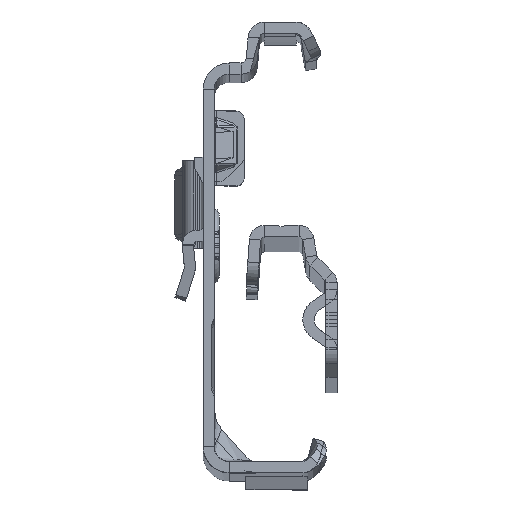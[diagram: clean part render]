
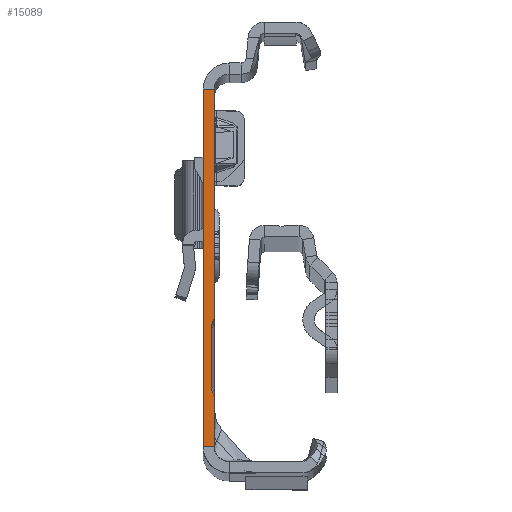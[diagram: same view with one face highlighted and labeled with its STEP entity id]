
A CAD part, top view. The second image highlights one B-rep face of the part: STEP entity #15089.
In plain terms, the highlighted planar face has unit normal (0, 0, 1).
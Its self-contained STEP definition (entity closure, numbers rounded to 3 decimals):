
#417 = CARTESIAN_POINT ( 'NONE',  ( 0., -19.499, 0. ) ) ;
#1064 = DIRECTION ( 'NONE',  ( 0., 0., -1. ) ) ;
#1134 = DIRECTION ( 'NONE',  ( 0.423, -0.906, 0. ) ) ;
#1155 = ORIENTED_EDGE ( 'NONE', *, *, #11449, .F. ) ;
#1159 = ORIENTED_EDGE ( 'NONE', *, *, #11681, .F. ) ;
#1345 = DIRECTION ( 'NONE',  ( 0., 0., -1. ) ) ;
#1968 = AXIS2_PLACEMENT_3D ( 'NONE', #11855, #1345, #5754 ) ;
#2106 = VECTOR ( 'NONE', #26044, 1000. ) ;
#2121 = CARTESIAN_POINT ( 'NONE',  ( -0.4, -17.865, 0. ) ) ;
#2358 = VERTEX_POINT ( 'NONE', #2121 ) ;
#2413 = DIRECTION ( 'NONE',  ( 0., 0., 1. ) ) ;
#2550 = CARTESIAN_POINT ( 'NONE',  ( 0.6, -9.865, 0. ) ) ;
#2867 = CARTESIAN_POINT ( 'NONE',  ( 0., 22.135, 0. ) ) ;
#2945 = CARTESIAN_POINT ( 'NONE',  ( -0.4, -9.865, 0. ) ) ;
#3342 = EDGE_CURVE ( 'NONE', #11142, #24874, #8830, .T. ) ;
#4120 = ORIENTED_EDGE ( 'NONE', *, *, #8240, .F. ) ;
#4391 = VERTEX_POINT ( 'NONE', #4815 ) ;
#4516 = EDGE_CURVE ( 'NONE', #6889, #11142, #11871, .T. ) ;
#4815 = CARTESIAN_POINT ( 'NONE',  ( -0.306, -18.288, 0. ) ) ;
#4846 = CARTESIAN_POINT ( 'NONE',  ( -0.306, -9.443, 0. ) ) ;
#4997 = VERTEX_POINT ( 'NONE', #15963 ) ;
#5134 = CIRCLE ( 'NONE', #25427, 2.5 ) ;
#5152 = CARTESIAN_POINT ( 'NONE',  ( -0.234, -18.442, 0. ) ) ;
#5169 = ORIENTED_EDGE ( 'NONE', *, *, #6757, .F. ) ;
#5217 = VECTOR ( 'NONE', #9244, 1000. ) ;
#5754 = DIRECTION ( 'NONE',  ( -1., 0., 0. ) ) ;
#5845 = AXIS2_PLACEMENT_3D ( 'NONE', #10470, #21496, #23162 ) ;
#6136 = EDGE_CURVE ( 'NONE', #12329, #13023, #26722, .T. ) ;
#6660 = VECTOR ( 'NONE', #12904, 1000. ) ;
#6757 = EDGE_CURVE ( 'NONE', #4997, #12329, #23328, .T. ) ;
#6889 = VERTEX_POINT ( 'NONE', #2867 ) ;
#6976 = DIRECTION ( 'NONE',  ( -1., 0., 0. ) ) ;
#6987 = VECTOR ( 'NONE', #10765, 1000. ) ;
#7724 = CIRCLE ( 'NONE', #1968, 2.5 ) ;
#8082 = CARTESIAN_POINT ( 'NONE',  ( -0.4, -9.865, 0. ) ) ;
#8180 = ORIENTED_EDGE ( 'NONE', *, *, #21605, .F. ) ;
#8240 = EDGE_CURVE ( 'NONE', #2358, #4391, #25697, .T. ) ;
#8801 = DIRECTION ( 'NONE',  ( 0., 0., 1. ) ) ;
#8830 = LINE ( 'NONE', #17110, #5217 ) ;
#9186 = CARTESIAN_POINT ( 'NONE',  ( 0., 24.135, 0. ) ) ;
#9244 = DIRECTION ( 'NONE',  ( 0., -1., 0. ) ) ;
#9948 = CARTESIAN_POINT ( 'NONE',  ( 0., -25.865, 0. ) ) ;
#10098 = FACE_OUTER_BOUND ( 'NONE', #16288, .T. ) ;
#10470 = CARTESIAN_POINT ( 'NONE',  ( 0.6, -17.865, 0. ) ) ;
#10765 = DIRECTION ( 'NONE',  ( -0.423, -0.906, 0. ) ) ;
#11128 = LINE ( 'NONE', #17199, #6660 ) ;
#11142 = VERTEX_POINT ( 'NONE', #18144 ) ;
#11209 = CARTESIAN_POINT ( 'NONE',  ( -0.234, -18.442, 0. ) ) ;
#11449 = EDGE_CURVE ( 'NONE', #6889, #14144, #11128, .T. ) ;
#11681 = EDGE_CURVE ( 'NONE', #13023, #2358, #16496, .T. ) ;
#11717 = CARTESIAN_POINT ( 'NONE',  ( -2.5, -19.499, 0. ) ) ;
#11855 = CARTESIAN_POINT ( 'NONE',  ( -2.5, -8.231, 0. ) ) ;
#11871 = LINE ( 'NONE', #17939, #21199 ) ;
#12104 = ORIENTED_EDGE ( 'NONE', *, *, #17809, .F. ) ;
#12291 = DIRECTION ( 'NONE',  ( 0., -1., 0. ) ) ;
#12329 = VERTEX_POINT ( 'NONE', #4846 ) ;
#12564 = AXIS2_PLACEMENT_3D ( 'NONE', #2550, #2413, #6976 ) ;
#12904 = DIRECTION ( 'NONE',  ( 0., -1., 0. ) ) ;
#13023 = VERTEX_POINT ( 'NONE', #2945 ) ;
#13065 = ORIENTED_EDGE ( 'NONE', *, *, #4516, .T. ) ;
#13443 = VERTEX_POINT ( 'NONE', #11209 ) ;
#13773 = DIRECTION ( 'NONE',  ( 1., 0., 0. ) ) ;
#14144 = VERTEX_POINT ( 'NONE', #24667 ) ;
#14360 = CARTESIAN_POINT ( 'NONE',  ( 0., -25.865, 0. ) ) ;
#14677 = DIRECTION ( 'NONE',  ( 0., -1., 0. ) ) ;
#14731 = VERTEX_POINT ( 'NONE', #417 ) ;
#15089 = ADVANCED_FACE ( 'NONE', ( #10098 ), #18506, .T. ) ;
#15963 = CARTESIAN_POINT ( 'NONE',  ( -0.234, -9.288, 0. ) ) ;
#16033 = DIRECTION ( 'NONE',  ( -1., 0., 0. ) ) ;
#16211 = ORIENTED_EDGE ( 'NONE', *, *, #23085, .F. ) ;
#16288 = EDGE_LOOP ( 'NONE', ( #21060, #1155, #13065, #25154, #23140, #8180, #12104, #16211, #4120, #1159, #20007, #5169 ) ) ;
#16377 = EDGE_CURVE ( 'NONE', #14144, #4997, #7724, .T. ) ;
#16496 = LINE ( 'NONE', #8082, #24788 ) ;
#17110 = CARTESIAN_POINT ( 'NONE',  ( -1.5, 24.135, 0. ) ) ;
#17199 = CARTESIAN_POINT ( 'NONE',  ( 0., 24.135, 0. ) ) ;
#17236 = CARTESIAN_POINT ( 'NONE',  ( -0.234, -9.288, 0. ) ) ;
#17809 = EDGE_CURVE ( 'NONE', #13443, #14731, #5134, .T. ) ;
#17939 = CARTESIAN_POINT ( 'NONE',  ( 0., 22.135, 0. ) ) ;
#18144 = CARTESIAN_POINT ( 'NONE',  ( -1.5, 22.135, 0. ) ) ;
#18506 = PLANE ( 'NONE',  #20428 ) ;
#19520 = LINE ( 'NONE', #9186, #2106 ) ;
#19878 = DIRECTION ( 'NONE',  ( -1., 0., 0. ) ) ;
#20007 = ORIENTED_EDGE ( 'NONE', *, *, #6136, .F. ) ;
#20428 = AXIS2_PLACEMENT_3D ( 'NONE', #26963, #8801, #12291 ) ;
#20539 = VECTOR ( 'NONE', #1134, 1000. ) ;
#20712 = LINE ( 'NONE', #14360, #23282 ) ;
#21060 = ORIENTED_EDGE ( 'NONE', *, *, #16377, .F. ) ;
#21199 = VECTOR ( 'NONE', #19878, 1000. ) ;
#21496 = DIRECTION ( 'NONE',  ( 0., 0., 1. ) ) ;
#21605 = EDGE_CURVE ( 'NONE', #14731, #23603, #19520, .T. ) ;
#23085 = EDGE_CURVE ( 'NONE', #4391, #13443, #24080, .T. ) ;
#23140 = ORIENTED_EDGE ( 'NONE', *, *, #25869, .F. ) ;
#23162 = DIRECTION ( 'NONE',  ( 1., 0., 0. ) ) ;
#23282 = VECTOR ( 'NONE', #16033, 1000. ) ;
#23328 = LINE ( 'NONE', #17236, #6987 ) ;
#23603 = VERTEX_POINT ( 'NONE', #9948 ) ;
#24080 = LINE ( 'NONE', #5152, #20539 ) ;
#24667 = CARTESIAN_POINT ( 'NONE',  ( 0., -8.231, 0. ) ) ;
#24788 = VECTOR ( 'NONE', #14677, 1000. ) ;
#24874 = VERTEX_POINT ( 'NONE', #25819 ) ;
#25154 = ORIENTED_EDGE ( 'NONE', *, *, #3342, .T. ) ;
#25427 = AXIS2_PLACEMENT_3D ( 'NONE', #11717, #1064, #13773 ) ;
#25697 = CIRCLE ( 'NONE', #5845, 1. ) ;
#25819 = CARTESIAN_POINT ( 'NONE',  ( -1.5, -25.865, 0. ) ) ;
#25869 = EDGE_CURVE ( 'NONE', #23603, #24874, #20712, .T. ) ;
#26044 = DIRECTION ( 'NONE',  ( 0., -1., 0. ) ) ;
#26722 = CIRCLE ( 'NONE', #12564, 1. ) ;
#26963 = CARTESIAN_POINT ( 'NONE',  ( -1.5, 24.135, 0. ) ) ;
